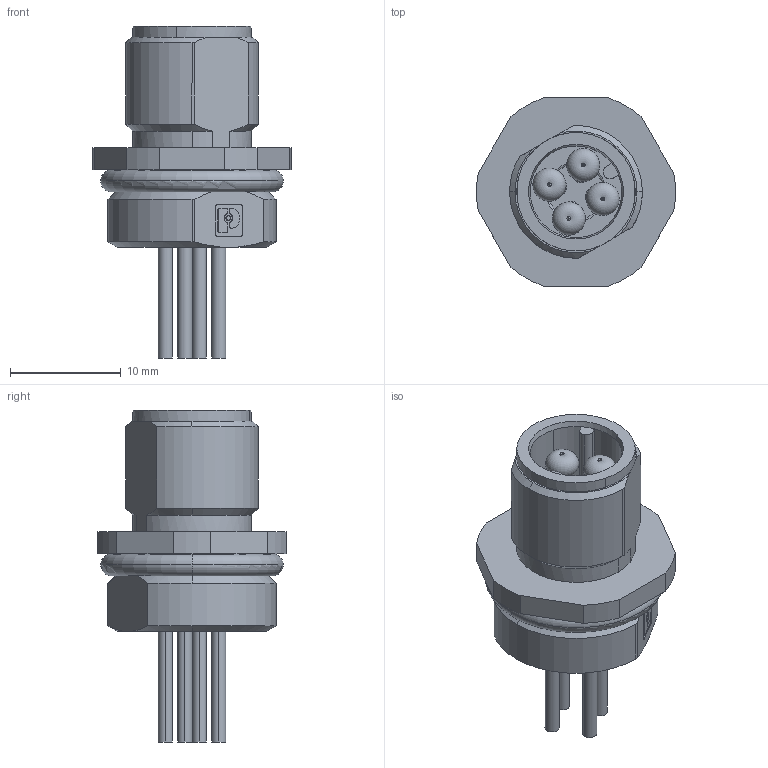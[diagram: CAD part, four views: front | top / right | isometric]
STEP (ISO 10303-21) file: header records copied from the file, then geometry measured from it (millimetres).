
FILE_DESCRIPTION(/* description */ ('Alibre Inc.'),/* implementation_level */ '2;1');
FILE_NAME(/* name */ 'export-A5AC03FF-6FE0-43AC-8F00-16801E8C4FC4',/* time_stamp */ '2021-03-30T11:00:21+02:00',/* author */ (''),/* organization */ (''),/* preprocessor_version */ 'ST-DEVELOPER v17',/* originating_system */ 'Alibre',/* authorisation */ '');
FILE_SCHEMA (('AUTOMOTIVE_DESIGN'));
Length unit declared in the file: millimetre
Products named in the file (1): 1693762
Bounding box: 17.96 x 17 x 30 mm (x, y, z)
Volume: 2547.6 mm3; surface area: 2133 mm2
Topology: 1 solids, 1 shells, 205 faces, 530 edges, 339 vertices
Faces by surface type: cylinder 91, plane 58, torus 30, cone 26
Entity records: 6055 total; most frequent: CARTESIAN_POINT 1248, ORIENTED_EDGE 1028, DIRECTION 956, EDGE_CURVE 514, AXIS2_PLACEMENT_3D 411, VERTEX_POINT 331, CIRCLE 264, EDGE_LOOP 225
